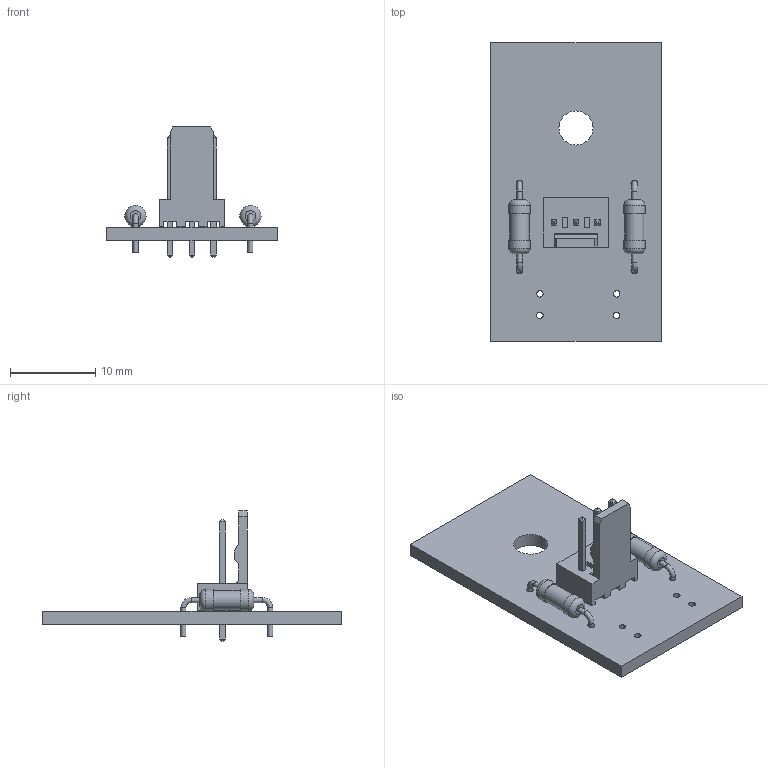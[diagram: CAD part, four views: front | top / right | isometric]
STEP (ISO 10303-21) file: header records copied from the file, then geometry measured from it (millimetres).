
FILE_DESCRIPTION(('KiCad electronic assembly'),'2;1');
FILE_NAME('oskar_optocoupler_carrier_pcb.step','2021-02-03T21:39:28',( 'An Author'),('A Company'),'Open CASCADE STEP processor 6.9', 'KiCad to STEP converter','Unknown');
FILE_SCHEMA(('AUTOMOTIVE_DESIGN { 1 0 10303 214 1 1 1 1 }'));
Length unit declared in the file: millimetre
Products named in the file (7): Open CASCADE STEP translator 6.9 1; KTIR0611S; Molex_KK-254_AE-6410-03A_1x03_P2.54mm_Vertical; SOLID; R_Axial_DIN0207_L6.3mm_D2.5mm_P10.16mm_Horizontal; COMPOUND
Assembly tree (7 placements, depth 3):
  Open CASCADE STEP translator 6.9 1
    KTIR0611S
    Molex_KK-254_AE-6410-03A_1x03_P2.54mm_Vertical
      SOLID
    R_Axial_DIN0207_L6.3mm_D2.5mm_P10.16mm_Horizontal  x2
      SOLID
    COMPOUND
Bounding box: 20 x 35 x 15.26 mm (x, y, z)
Volume: 1330.3 mm3; surface area: 2158.5 mm2
Topology: 4 solids, 4 shells, 143 faces, 327 edges, 206 vertices
Faces by surface type: plane 108, cylinder 27, torus 8
Full cylindrical faces by diameter (mm): 0.6 x8, 0.762 x4, 0.8 x4, 1.19 x3, 2.25 x2, 2.5 x4, 4 x1
Entity records: 8616 total; most frequent: CARTESIAN_POINT 1518, DIRECTION 1177, LINE 814, VECTOR 814, ORIENTED_EDGE 600, PCURVE 600, DEFINITIONAL_REPRESENTATION 600, EDGE_CURVE 300
